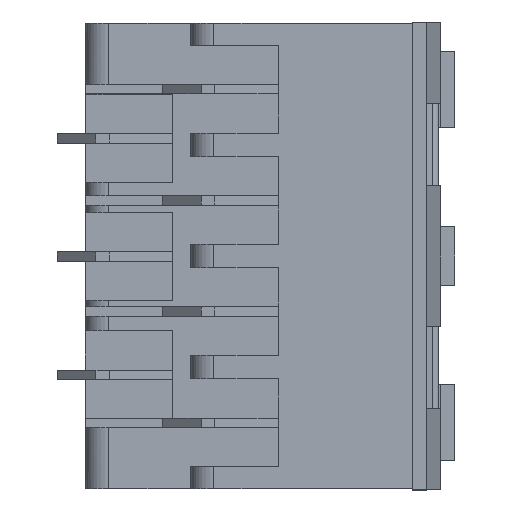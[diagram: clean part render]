
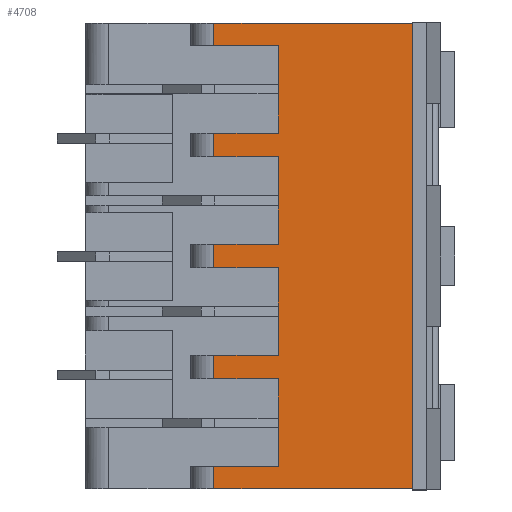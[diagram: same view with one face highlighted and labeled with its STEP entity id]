
A CAD part, left-side view. The second image highlights one B-rep face of the part: STEP entity #4708.
In plain terms, the highlighted planar face has unit normal (-1, 0, 0).
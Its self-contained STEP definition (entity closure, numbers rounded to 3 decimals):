
#2760=CARTESIAN_POINT('',(-40.0,0.,0.0));
#2761=VERTEX_POINT('',#2760);
#2768=CARTESIAN_POINT('',(-40.0,0.,-39.8));
#2769=VERTEX_POINT('',#2768);
#2770=CARTESIAN_POINT('',(-40.0,0.,0.0));
#2771=DIRECTION('',(0.0,0.0,-1.0));
#2772=VECTOR('',#2771,39.8);
#2773=LINE('',#2770,#2772);
#2774=EDGE_CURVE('',#2761,#2769,#2773,.T.);
#4550=CARTESIAN_POINT('',(-40.0,19.,0.0));
#4551=DIRECTION('',(-1.0,0.0,0.0));
#4552=DIRECTION('',(0.0,0.0,1.0));
#4553=AXIS2_PLACEMENT_3D('',#4550,#4551,#4552);
#4554=PLANE('',#4553);
#4555=CARTESIAN_POINT('',(-40.0,11.5,-9.4));
#4556=VERTEX_POINT('',#4555);
#4557=CARTESIAN_POINT('',(-40.0,17.,-9.4));
#4558=VERTEX_POINT('',#4557);
#4559=CARTESIAN_POINT('',(-40.0,11.5,-9.4));
#4560=DIRECTION('',(0.0,1.0,0.0));
#4561=VECTOR('',#4560,5.5);
#4562=LINE('',#4559,#4561);
#4563=EDGE_CURVE('',#4556,#4558,#4562,.T.);
#4564=ORIENTED_EDGE('',*,*,#4563,.T.);
#4565=CARTESIAN_POINT('',(-40.0,17.,-11.4));
#4566=VERTEX_POINT('',#4565);
#4567=CARTESIAN_POINT('',(-40.0,17.,-11.4));
#4568=DIRECTION('',(0.0,0.0,1.0));
#4569=VECTOR('',#4568,2.);
#4570=LINE('',#4567,#4569);
#4571=EDGE_CURVE('',#4566,#4558,#4570,.T.);
#4572=ORIENTED_EDGE('',*,*,#4571,.F.);
#4573=CARTESIAN_POINT('',(-40.0,11.5,-11.4));
#4574=VERTEX_POINT('',#4573);
#4575=CARTESIAN_POINT('',(-40.0,17.,-11.4));
#4576=DIRECTION('',(0.0,-1.0,0.0));
#4577=VECTOR('',#4576,5.5);
#4578=LINE('',#4575,#4577);
#4579=EDGE_CURVE('',#4566,#4574,#4578,.T.);
#4580=ORIENTED_EDGE('',*,*,#4579,.T.);
#4581=CARTESIAN_POINT('',(-40.0,11.5,-18.9));
#4582=VERTEX_POINT('',#4581);
#4583=CARTESIAN_POINT('',(-40.0,11.5,-11.4));
#4584=DIRECTION('',(0.0,0.0,-1.0));
#4585=VECTOR('',#4584,7.5);
#4586=LINE('',#4583,#4585);
#4587=EDGE_CURVE('',#4574,#4582,#4586,.T.);
#4588=ORIENTED_EDGE('',*,*,#4587,.T.);
#4589=CARTESIAN_POINT('',(-40.0,17.,-18.9));
#4590=VERTEX_POINT('',#4589);
#4591=CARTESIAN_POINT('',(-40.0,11.5,-18.9));
#4592=DIRECTION('',(0.0,1.0,0.0));
#4593=VECTOR('',#4592,5.5);
#4594=LINE('',#4591,#4593);
#4595=EDGE_CURVE('',#4582,#4590,#4594,.T.);
#4596=ORIENTED_EDGE('',*,*,#4595,.T.);
#4597=CARTESIAN_POINT('',(-40.0,17.,-20.9));
#4598=VERTEX_POINT('',#4597);
#4599=CARTESIAN_POINT('',(-40.0,17.,-20.9));
#4600=DIRECTION('',(0.0,0.0,1.0));
#4601=VECTOR('',#4600,2.);
#4602=LINE('',#4599,#4601);
#4603=EDGE_CURVE('',#4598,#4590,#4602,.T.);
#4604=ORIENTED_EDGE('',*,*,#4603,.F.);
#4605=CARTESIAN_POINT('',(-40.0,11.5,-20.9));
#4606=VERTEX_POINT('',#4605);
#4607=CARTESIAN_POINT('',(-40.0,17.,-20.9));
#4608=DIRECTION('',(0.0,-1.0,0.0));
#4609=VECTOR('',#4608,5.5);
#4610=LINE('',#4607,#4609);
#4611=EDGE_CURVE('',#4598,#4606,#4610,.T.);
#4612=ORIENTED_EDGE('',*,*,#4611,.T.);
#4613=CARTESIAN_POINT('',(-40.0,11.5,-28.4));
#4614=VERTEX_POINT('',#4613);
#4615=CARTESIAN_POINT('',(-40.0,11.5,-20.9));
#4616=DIRECTION('',(0.0,0.0,-1.0));
#4617=VECTOR('',#4616,7.5);
#4618=LINE('',#4615,#4617);
#4619=EDGE_CURVE('',#4606,#4614,#4618,.T.);
#4620=ORIENTED_EDGE('',*,*,#4619,.T.);
#4621=CARTESIAN_POINT('',(-40.0,17.,-28.4));
#4622=VERTEX_POINT('',#4621);
#4623=CARTESIAN_POINT('',(-40.0,11.5,-28.4));
#4624=DIRECTION('',(0.0,1.0,0.0));
#4625=VECTOR('',#4624,5.5);
#4626=LINE('',#4623,#4625);
#4627=EDGE_CURVE('',#4614,#4622,#4626,.T.);
#4628=ORIENTED_EDGE('',*,*,#4627,.T.);
#4629=CARTESIAN_POINT('',(-40.0,17.,-30.4));
#4630=VERTEX_POINT('',#4629);
#4631=CARTESIAN_POINT('',(-40.0,17.,-30.4));
#4632=DIRECTION('',(0.0,0.0,1.0));
#4633=VECTOR('',#4632,2.);
#4634=LINE('',#4631,#4633);
#4635=EDGE_CURVE('',#4630,#4622,#4634,.T.);
#4636=ORIENTED_EDGE('',*,*,#4635,.F.);
#4637=CARTESIAN_POINT('',(-40.0,11.5,-30.4));
#4638=VERTEX_POINT('',#4637);
#4639=CARTESIAN_POINT('',(-40.0,17.,-30.4));
#4640=DIRECTION('',(0.0,-1.0,0.0));
#4641=VECTOR('',#4640,5.5);
#4642=LINE('',#4639,#4641);
#4643=EDGE_CURVE('',#4630,#4638,#4642,.T.);
#4644=ORIENTED_EDGE('',*,*,#4643,.T.);
#4645=CARTESIAN_POINT('',(-40.0,11.5,-37.9));
#4646=VERTEX_POINT('',#4645);
#4647=CARTESIAN_POINT('',(-40.0,11.5,-30.4));
#4648=DIRECTION('',(0.0,0.0,-1.0));
#4649=VECTOR('',#4648,7.5);
#4650=LINE('',#4647,#4649);
#4651=EDGE_CURVE('',#4638,#4646,#4650,.T.);
#4652=ORIENTED_EDGE('',*,*,#4651,.T.);
#4653=CARTESIAN_POINT('',(-40.0,17.,-37.9));
#4654=VERTEX_POINT('',#4653);
#4655=CARTESIAN_POINT('',(-40.0,11.5,-37.9));
#4656=DIRECTION('',(0.0,1.0,0.0));
#4657=VECTOR('',#4656,5.5);
#4658=LINE('',#4655,#4657);
#4659=EDGE_CURVE('',#4646,#4654,#4658,.T.);
#4660=ORIENTED_EDGE('',*,*,#4659,.T.);
#4661=CARTESIAN_POINT('',(-40.0,17.,-39.8));
#4662=VERTEX_POINT('',#4661);
#4663=CARTESIAN_POINT('',(-40.0,17.,-39.8));
#4664=DIRECTION('',(0.0,0.0,1.0));
#4665=VECTOR('',#4664,1.9);
#4666=LINE('',#4663,#4665);
#4667=EDGE_CURVE('',#4662,#4654,#4666,.T.);
#4668=ORIENTED_EDGE('',*,*,#4667,.F.);
#4669=CARTESIAN_POINT('',(-40.0,17.,-39.8));
#4670=DIRECTION('',(0.0,-1.0,0.0));
#4671=VECTOR('',#4670,17.0);
#4672=LINE('',#4669,#4671);
#4673=EDGE_CURVE('',#4662,#2769,#4672,.T.);
#4674=ORIENTED_EDGE('',*,*,#4673,.T.);
#4675=ORIENTED_EDGE('',*,*,#2774,.F.);
#4676=CARTESIAN_POINT('',(-40.0,17.,0.0));
#4677=VERTEX_POINT('',#4676);
#4678=CARTESIAN_POINT('',(-40.0,0.,0.0));
#4679=DIRECTION('',(0.0,1.0,0.0));
#4680=VECTOR('',#4679,17.0);
#4681=LINE('',#4678,#4680);
#4682=EDGE_CURVE('',#2761,#4677,#4681,.T.);
#4683=ORIENTED_EDGE('',*,*,#4682,.T.);
#4684=CARTESIAN_POINT('',(-40.0,17.,-1.9));
#4685=VERTEX_POINT('',#4684);
#4686=CARTESIAN_POINT('',(-40.0,17.,-1.9));
#4687=DIRECTION('',(0.0,0.0,1.0));
#4688=VECTOR('',#4687,1.9);
#4689=LINE('',#4686,#4688);
#4690=EDGE_CURVE('',#4685,#4677,#4689,.T.);
#4691=ORIENTED_EDGE('',*,*,#4690,.F.);
#4692=CARTESIAN_POINT('',(-40.0,11.5,-1.9));
#4693=VERTEX_POINT('',#4692);
#4694=CARTESIAN_POINT('',(-40.0,17.,-1.9));
#4695=DIRECTION('',(0.0,-1.0,0.0));
#4696=VECTOR('',#4695,5.5);
#4697=LINE('',#4694,#4696);
#4698=EDGE_CURVE('',#4685,#4693,#4697,.T.);
#4699=ORIENTED_EDGE('',*,*,#4698,.T.);
#4700=CARTESIAN_POINT('',(-40.0,11.5,-1.9));
#4701=DIRECTION('',(0.0,0.0,-1.0));
#4702=VECTOR('',#4701,7.5);
#4703=LINE('',#4700,#4702);
#4704=EDGE_CURVE('',#4693,#4556,#4703,.T.);
#4705=ORIENTED_EDGE('',*,*,#4704,.T.);
#4706=EDGE_LOOP('',(#4564,#4572,#4580,#4588,#4596,#4604,#4612,#4620,#4628,#4636,#4644,#4652,#4660,#4668,#4674,#4675,#4683,#4691,#4699,#4705));
#4707=FACE_OUTER_BOUND('',#4706,.T.);
#4708=ADVANCED_FACE('',(#4707),#4554,.T.);
